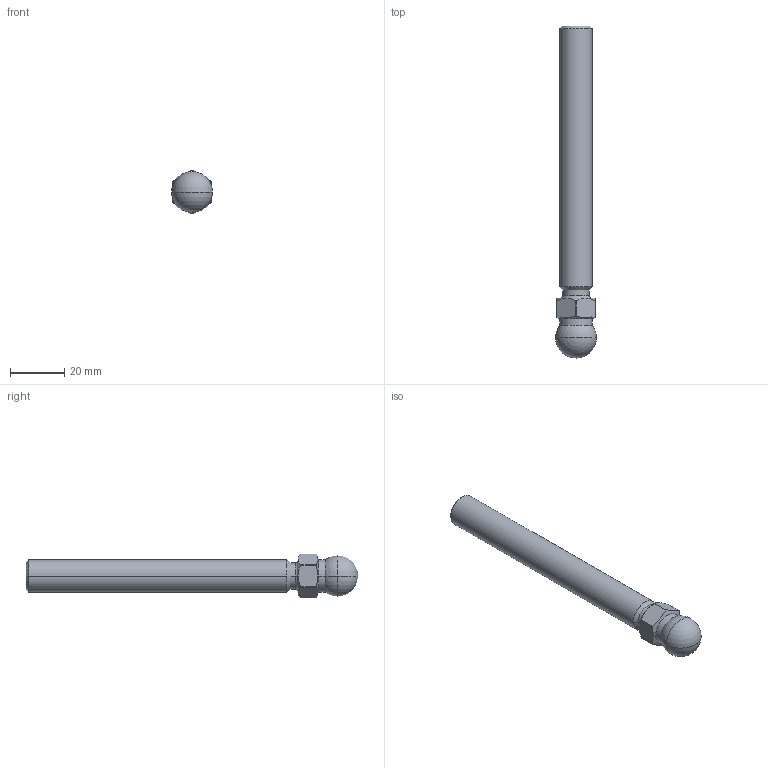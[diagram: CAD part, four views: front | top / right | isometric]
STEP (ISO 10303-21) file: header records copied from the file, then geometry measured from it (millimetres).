
FILE_DESCRIPTION((''),'2;1');
FILE_NAME('12148_STEBLO_NOGE_M12X100','2022-09-19T08:17:19',('PredragRovcanin'),('Audax d.o.o.'),'CREO PARAMETRIC BY PTC INC, 2020281','CREO PARAMETRIC BY PTC INC, 2020281','');
FILE_SCHEMA(('AP242_MANAGED_MODEL_BASED_3D_ENGINEERING_MIM_LF { 1 0 10303 442 1 1 4 }'));
Length unit declared in the file: millimetre
Products named in the file (1): 12148_STEBLO_NOGE_M12X100
Bounding box: 15 x 122 x 16.1 mm (x, y, z)
Volume: 14277.3 mm3; surface area: 4982 mm2
Topology: 1 solids, 1 shells, 38 faces, 99 edges, 61 vertices
Faces by surface type: cylinder 12, cone 12, plane 8, sphere 4, torus 2
Entity records: 1949 total; most frequent: COLOUR_RGB 322, CARTESIAN_POINT 303, DIRECTION 197, ORIENTED_EDGE 188, PRESENTATION_STYLE_ASSIGNMENT 97, STYLED_ITEM 97, CURVE_STYLE 96, EDGE_CURVE 94
